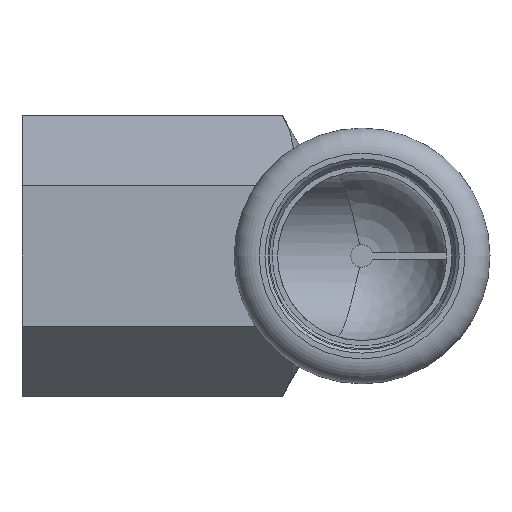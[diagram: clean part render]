
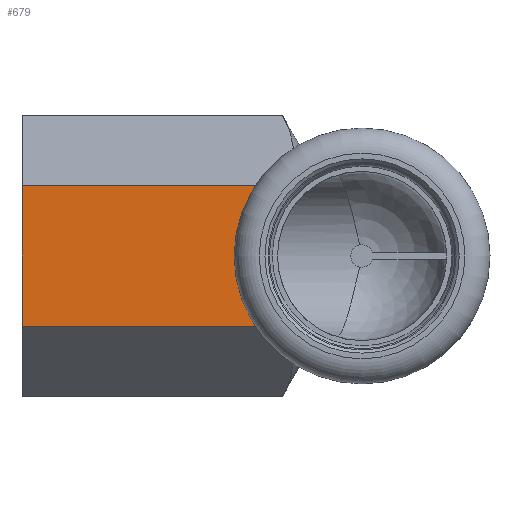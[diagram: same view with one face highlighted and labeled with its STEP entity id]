
A CAD part, front view. The second image highlights one B-rep face of the part: STEP entity #679.
In plain terms, the highlighted planar face has unit normal (0, -1, 0).
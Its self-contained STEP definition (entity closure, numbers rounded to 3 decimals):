
#20=(
BOUNDED_CURVE()
B_SPLINE_CURVE(2,(#1275,#1276,#1277),.UNSPECIFIED.,.F.,.F.)
B_SPLINE_CURVE_WITH_KNOTS((3,3),(0.,0.018),.UNSPECIFIED.)
CURVE()
GEOMETRIC_REPRESENTATION_ITEM()
RATIONAL_B_SPLINE_CURVE((1.,1.002,1.003))
REPRESENTATION_ITEM($)
);
#27=(
BOUNDED_CURVE()
B_SPLINE_CURVE(2,(#1303,#1304,#1305),.UNSPECIFIED.,.F.,.F.)
B_SPLINE_CURVE_WITH_KNOTS((3,3),(1.735,1.753),
 .UNSPECIFIED.)
CURVE()
GEOMETRIC_REPRESENTATION_ITEM()
RATIONAL_B_SPLINE_CURVE((1.003,1.002,1.))
REPRESENTATION_ITEM($)
);
#141=FACE_OUTER_BOUND($,#212,.T.);
#212=EDGE_LOOP($,(#572,#573,#574,#575,#576,#577));
#228=LINE($,#1053,#250);
#234=LINE($,#1333,#256);
#235=LINE($,#1334,#257);
#250=VECTOR($,#881,17.321);
#256=VECTOR($,#941,32.164);
#257=VECTOR($,#942,32.164);
#296=CIRCLE($,#762,12.927);
#326=VERTEX_POINT($,#1050);
#327=VERTEX_POINT($,#1052);
#346=VERTEX_POINT($,#1267);
#347=VERTEX_POINT($,#1274);
#352=VERTEX_POINT($,#1298);
#353=VERTEX_POINT($,#1302);
#392=EDGE_CURVE($,#327,#326,#228,.T.);
#416=EDGE_CURVE($,#347,#346,#20,.T.);
#423=EDGE_CURVE($,#353,#352,#27,.T.);
#433=EDGE_CURVE($,#346,#353,#296,.T.);
#434=EDGE_CURVE($,#327,#352,#234,.T.);
#435=EDGE_CURVE($,#326,#347,#235,.T.);
#572=ORIENTED_EDGE($,*,*,#433,.T.);
#573=ORIENTED_EDGE($,*,*,#423,.T.);
#574=ORIENTED_EDGE($,*,*,#434,.F.);
#575=ORIENTED_EDGE($,*,*,#392,.T.);
#576=ORIENTED_EDGE($,*,*,#435,.T.);
#577=ORIENTED_EDGE($,*,*,#416,.T.);
#611=PLANE($,#764);
#679=ADVANCED_FACE($,(#141),#611,.T.);
#762=AXIS2_PLACEMENT_3D($,#1330,#935,#936);
#764=AXIS2_PLACEMENT_3D($,#1332,#939,#940);
#881=DIRECTION($,(0.,0.,1.));
#935=DIRECTION('center_axis',(0.,1.,0.));
#936=DIRECTION('ref_axis',(-1.,0.,0.));
#939=DIRECTION('center_axis',(0.,-1.,0.));
#940=DIRECTION('ref_axis',(0.,0.,-1.));
#941=DIRECTION($,(-1.,0.,0.));
#942=DIRECTION($,(-1.,0.,0.));
#1050=CARTESIAN_POINT('',(42.,15.,8.66));
#1052=CARTESIAN_POINT('',(42.,15.,-8.66));
#1053=CARTESIAN_POINT($,(42.,15.,-8.66));
#1267=CARTESIAN_POINT('',(9.778,15.,8.457));
#1274=CARTESIAN_POINT('',(9.836,15.,8.66));
#1275=CARTESIAN_POINT('Ctrl Pts',(9.836,15.,8.66));
#1276=CARTESIAN_POINT('Ctrl Pts',(9.806,15.,8.558));
#1277=CARTESIAN_POINT('Ctrl Pts',(9.778,15.,8.457));
#1298=CARTESIAN_POINT('',(9.836,15.,-8.66));
#1302=CARTESIAN_POINT('',(9.778,15.,-8.457));
#1303=CARTESIAN_POINT('Ctrl Pts',(9.778,15.,-8.457));
#1304=CARTESIAN_POINT('Ctrl Pts',(9.806,15.,-8.558));
#1305=CARTESIAN_POINT('Ctrl Pts',(9.836,15.,-8.66));
#1330=CARTESIAN_POINT('Origin',(0.,15.,0.));
#1332=CARTESIAN_POINT('Origin',(42.,15.,8.66));
#1333=CARTESIAN_POINT($,(42.,15.,-8.66));
#1334=CARTESIAN_POINT($,(42.,15.,8.66));
